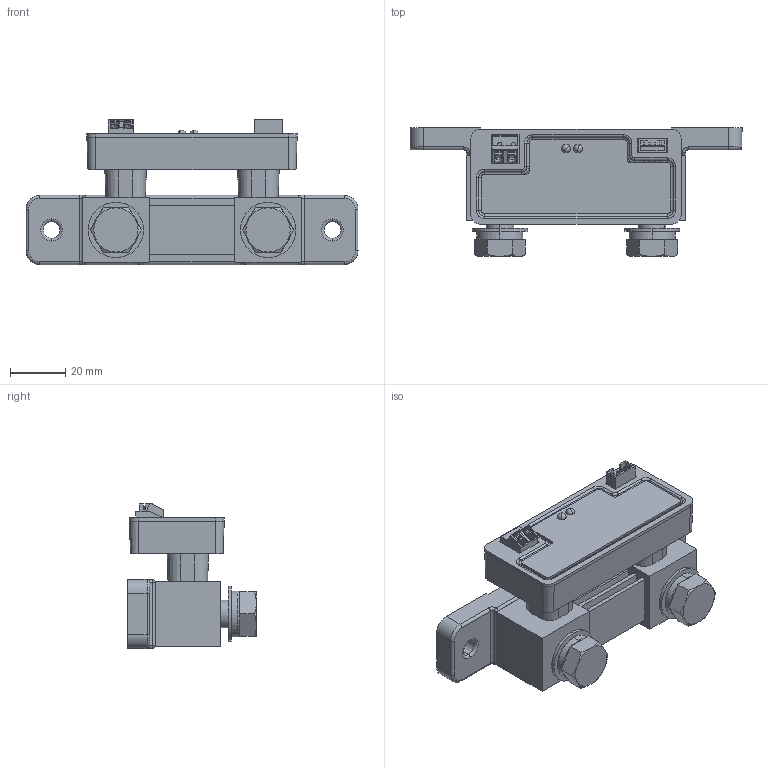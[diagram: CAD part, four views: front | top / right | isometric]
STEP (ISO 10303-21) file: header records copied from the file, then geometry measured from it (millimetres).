
FILE_DESCRIPTION (( 'STEP AP214' ), '1' );
FILE_NAME ('SmartShunt 500A50mV-rev00-3D.STEP', '2019-09-11T07:58:55', ( '' ), ( '' ), 'SwSTEP 2.0', 'SolidWorks 2019', '' );
FILE_SCHEMA (( 'AUTOMOTIVE_DESIGN' ));
Length unit declared in the file: millimetre
Products named in the file (17): StickerSmartShunt; shunt; shuntASM; S4B-PH-K-S; 1752214; BrassM10RingShunt; LID_2; SmartShunt 500A50mV-rev00-3D; Smart Shunt Case_190409; BlauweLedSmartShunt; LID; Designator3; hex cap screw_am_B18.2.3.1M - Hex cap screw, M10 x 1.5 x 16 --16C; BODY; RedLedSmartShunt; StainlessSteelM10SpringRingShunt
Assembly tree (19 placements, depth 4):
  SmartShunt 500A50mV-rev00-3D
    Smart Shunt Case_190409
      LID
        LID_2
        LID
      BODY
    Designator3
      S4B-PH-K-S
    shuntASM
      shunt
      hex cap screw_am_B18.2.3.1M - Hex cap screw, M10 x 1.5 x 16 --16C  x2
      BrassM10RingShunt  x2
      StainlessSteelM10SpringRingShunt  x2
    1752214
    RedLedSmartShunt
    BlauweLedSmartShunt
    StickerSmartShunt
Bounding box: 120 x 46.5 x 52.45 mm (x, y, z)
Volume: 72959.8 mm3; surface area: 50729.2 mm2
Topology: 15 solids, 15 shells, 659 faces, 1682 edges, 1077 vertices
Faces by surface type: plane 379, cylinder 170, torus 42, cone 36, bspline 20, sphere 12
Entity records: 21960 total; most frequent: CARTESIAN_POINT 4373, DIRECTION 3126, ORIENTED_EDGE 3100, EDGE_CURVE 1550, LINE 1058, VECTOR 1058, AXIS2_PLACEMENT_3D 1034, VERTEX_POINT 1001
